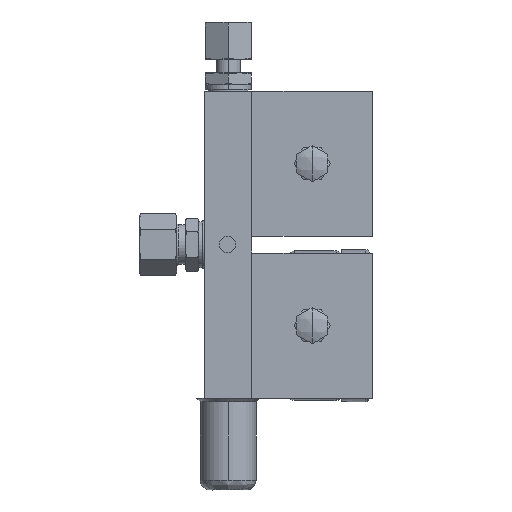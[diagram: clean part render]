
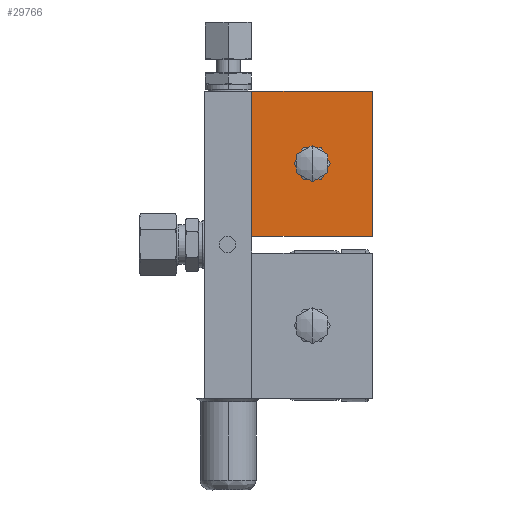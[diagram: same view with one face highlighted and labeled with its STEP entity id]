
A CAD part, front view. The second image highlights one B-rep face of the part: STEP entity #29766.
In plain terms, the highlighted planar face has unit normal (0, -1, 0).
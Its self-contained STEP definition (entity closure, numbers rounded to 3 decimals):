
#140 = CARTESIAN_POINT ( 'NONE',  ( -57.728, -46.591, -30. ) ) ;
#1108 = VERTEX_POINT ( 'NONE', #140 ) ;
#1362 = LINE ( 'NONE', #6070, #13965 ) ;
#1727 = CARTESIAN_POINT ( 'NONE',  ( -57.728, -46.591, -30. ) ) ;
#2852 = VERTEX_POINT ( 'NONE', #11492 ) ;
#2996 = EDGE_LOOP ( 'NONE', ( #27622, #19601, #10389, #18855 ) ) ;
#3402 = DIRECTION ( 'NONE',  ( 0., 0., -1. ) ) ;
#3573 = EDGE_CURVE ( 'NONE', #30304, #31516, #1362, .T. ) ;
#4346 = DIRECTION ( 'NONE',  ( 0., 0., 1. ) ) ;
#5365 = ORIENTED_EDGE ( 'NONE', *, *, #19934, .F. ) ;
#6070 = CARTESIAN_POINT ( 'NONE',  ( -7.728, -46.591, 30. ) ) ;
#6184 = AXIS2_PLACEMENT_3D ( 'NONE', #7810, #25240, #10313 ) ;
#6193 = EDGE_CURVE ( 'NONE', #30304, #23615, #15193, .T. ) ;
#7810 = CARTESIAN_POINT ( 'NONE',  ( -32.728, -46.591, 0. ) ) ;
#8689 = VECTOR ( 'NONE', #19704, 1000. ) ;
#8782 = VECTOR ( 'NONE', #3402, 1000. ) ;
#8820 = CARTESIAN_POINT ( 'NONE',  ( -7.728, -46.591, 30. ) ) ;
#10313 = DIRECTION ( 'NONE',  ( 0., 0., -1. ) ) ;
#10389 = ORIENTED_EDGE ( 'NONE', *, *, #30263, .T. ) ;
#11068 = DIRECTION ( 'NONE',  ( -1., 0., 0. ) ) ;
#11236 = CIRCLE ( 'NONE', #20634, 5.8 ) ;
#11492 = CARTESIAN_POINT ( 'NONE',  ( -32.728, -46.591, 5.8 ) ) ;
#12529 = DIRECTION ( 'NONE',  ( 0., -1., 0. ) ) ;
#12577 = AXIS2_PLACEMENT_3D ( 'NONE', #1727, #19271, #4346 ) ;
#13965 = VECTOR ( 'NONE', #11068, 1000. ) ;
#15193 = LINE ( 'NONE', #17161, #8689 ) ;
#15234 = CARTESIAN_POINT ( 'NONE',  ( -7.728, -46.591, -30. ) ) ;
#17161 = CARTESIAN_POINT ( 'NONE',  ( -7.728, -46.591, -30. ) ) ;
#17732 = DIRECTION ( 'NONE',  ( 1., 0., 0. ) ) ;
#18018 = VECTOR ( 'NONE', #17732, 1000. ) ;
#18382 = CARTESIAN_POINT ( 'NONE',  ( -57.728, -46.591, -30. ) ) ;
#18855 = ORIENTED_EDGE ( 'NONE', *, *, #30061, .T. ) ;
#19271 = DIRECTION ( 'NONE',  ( 0., 1., 0. ) ) ;
#19601 = ORIENTED_EDGE ( 'NONE', *, *, #3573, .T. ) ;
#19704 = DIRECTION ( 'NONE',  ( 0., 0., -1. ) ) ;
#19934 = EDGE_CURVE ( 'NONE', #22207, #2852, #11236, .T. ) ;
#20634 = AXIS2_PLACEMENT_3D ( 'NONE', #27548, #12529, #30040 ) ;
#21420 = EDGE_LOOP ( 'NONE', ( #5365, #22329 ) ) ;
#22207 = VERTEX_POINT ( 'NONE', #26746 ) ;
#22329 = ORIENTED_EDGE ( 'NONE', *, *, #25664, .F. ) ;
#23615 = VERTEX_POINT ( 'NONE', #28098 ) ;
#24262 = PLANE ( 'NONE',  #12577 ) ;
#25240 = DIRECTION ( 'NONE',  ( 0., -1., 0. ) ) ;
#25543 = LINE ( 'NONE', #15234, #18018 ) ;
#25664 = EDGE_CURVE ( 'NONE', #2852, #22207, #30724, .T. ) ;
#25929 = FACE_OUTER_BOUND ( 'NONE', #2996, .T. ) ;
#26746 = CARTESIAN_POINT ( 'NONE',  ( -32.728, -46.591, -5.8 ) ) ;
#27548 = CARTESIAN_POINT ( 'NONE',  ( -32.728, -46.591, 0. ) ) ;
#27622 = ORIENTED_EDGE ( 'NONE', *, *, #6193, .F. ) ;
#28098 = CARTESIAN_POINT ( 'NONE',  ( -7.728, -46.591, -30. ) ) ;
#28695 = LINE ( 'NONE', #18382, #8782 ) ;
#29766 = ADVANCED_FACE ( 'NONE', ( #32518, #25929 ), #24262, .F. ) ;
#30040 = DIRECTION ( 'NONE',  ( 0., 0., -1. ) ) ;
#30061 = EDGE_CURVE ( 'NONE', #1108, #23615, #25543, .T. ) ;
#30263 = EDGE_CURVE ( 'NONE', #31516, #1108, #28695, .T. ) ;
#30304 = VERTEX_POINT ( 'NONE', #8820 ) ;
#30724 = CIRCLE ( 'NONE', #6184, 5.8 ) ;
#31516 = VERTEX_POINT ( 'NONE', #32339 ) ;
#32339 = CARTESIAN_POINT ( 'NONE',  ( -57.728, -46.591, 30. ) ) ;
#32518 = FACE_BOUND ( 'NONE', #21420, .T. ) ;
